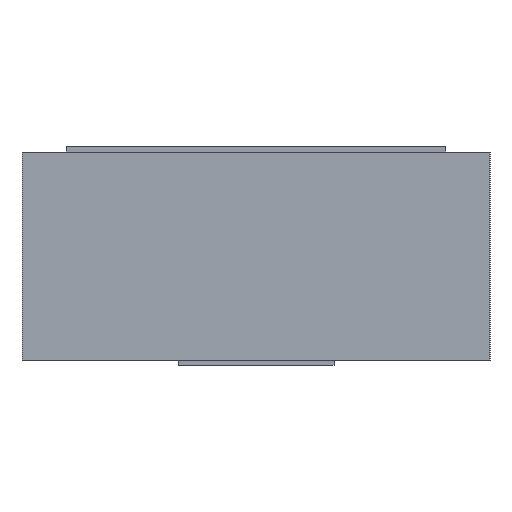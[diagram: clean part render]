
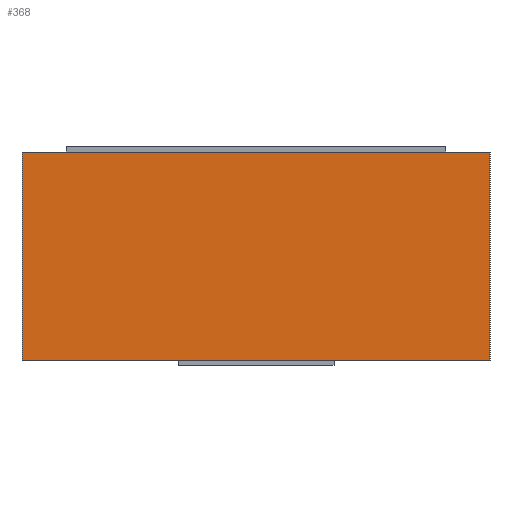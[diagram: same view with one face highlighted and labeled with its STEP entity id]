
A CAD part, left-side view. The second image highlights one B-rep face of the part: STEP entity #368.
In plain terms, the highlighted planar face has unit normal (-1, 0, 0).
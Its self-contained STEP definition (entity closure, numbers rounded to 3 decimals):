
#26=VERTEX_POINT('NONE',#27);
#27=CARTESIAN_POINT('',(-0.85,-0.45,0.0));
#33=EDGE_CURVE('NONE',#26,#34,#36,.F.);
#34=VERTEX_POINT('NONE',#35);
#35=CARTESIAN_POINT('',(-0.85,0.45,0.0));
#36=LINE('',#37,#38);
#37=CARTESIAN_POINT('',(-0.85,0.45,0.0));
#38=VECTOR('',#39,1.0);
#39=DIRECTION('',(0.,-1.0,0.0));
#100=VERTEX_POINT('NONE',#101);
#101=CARTESIAN_POINT('',(-0.85,0.45,0.4));
#107=EDGE_CURVE('NONE',#100,#108,#110,.T.);
#108=VERTEX_POINT('NONE',#109);
#109=CARTESIAN_POINT('',(-0.85,-0.45,0.4));
#110=LINE('',#111,#112);
#111=CARTESIAN_POINT('',(-0.85,0.45,0.4));
#112=VECTOR('',#113,1.0);
#113=DIRECTION('',(0.,-1.0,0.0));
#356=EDGE_CURVE('NONE',#34,#100,#357,.F.);
#357=LINE('',#358,#359);
#358=CARTESIAN_POINT('',(-0.85,0.45,0.4));
#359=VECTOR('',#360,1.0);
#360=DIRECTION('',(0.0,0.0,-1.0));
#368=ADVANCED_FACE('NONE',(#369),#380,.F.);
#369=FACE_BOUND('NONE',#370,.T.);
#370=EDGE_LOOP('',(#371,#372,#378,#379));
#371=ORIENTED_EDGE('',*,*,#33,.F.);
#372=ORIENTED_EDGE('',*,*,#373,.T.);
#373=EDGE_CURVE('NONE',#26,#108,#374,.F.);
#374=LINE('',#375,#376);
#375=CARTESIAN_POINT('',(-0.85,-0.45,0.4));
#376=VECTOR('',#377,1.0);
#377=DIRECTION('',(0.0,0.0,-1.0));
#378=ORIENTED_EDGE('',*,*,#107,.F.);
#379=ORIENTED_EDGE('',*,*,#356,.F.);
#380=PLANE('',#381);
#381=AXIS2_PLACEMENT_3D('',#382,#383,#384);
#382=CARTESIAN_POINT('',(-0.85,0.45,0.4));
#383=DIRECTION('',(1.0,0.,0.0));
#384=DIRECTION('',(0.,1.0,0.0));
